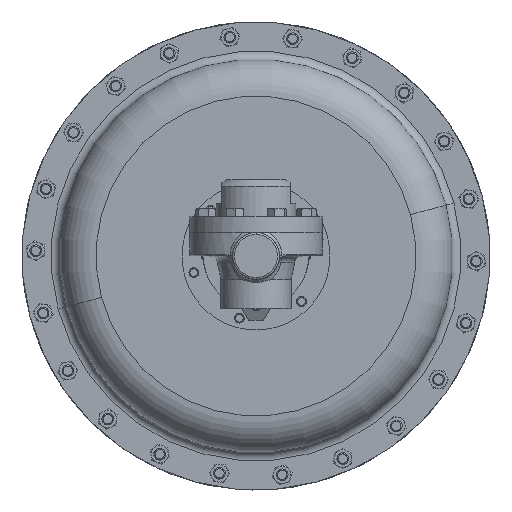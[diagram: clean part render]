
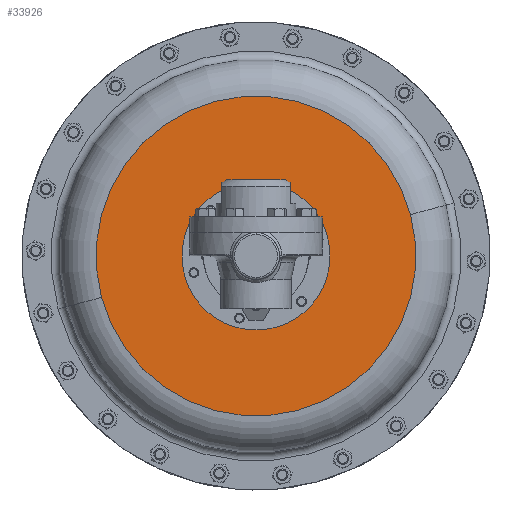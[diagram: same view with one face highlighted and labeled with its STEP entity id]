
A CAD part, front view. The second image highlights one B-rep face of the part: STEP entity #33926.
In plain terms, the highlighted planar face has unit normal (0, -1, 0).
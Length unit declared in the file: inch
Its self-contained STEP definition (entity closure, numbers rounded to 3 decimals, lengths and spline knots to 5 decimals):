
#969 = AXIS2_PLACEMENT_3D ( 'NONE', #10183, #18362, #33050 ) ;
#1341 = CIRCLE ( 'NONE', #24019, 5.125 ) ;
#1953 = AXIS2_PLACEMENT_3D ( 'NONE', #11983, #7925, #3206 ) ;
#2239 = CARTESIAN_POINT ( 'NONE',  ( 0., 6.7225, 0. ) ) ;
#2511 = EDGE_CURVE ( 'NONE', #19906, #25682, #21005, .T. ) ;
#2641 = FACE_BOUND ( 'NONE', #27796, .T. ) ;
#3206 = DIRECTION ( 'NONE',  ( 0.966, 0., 0.259 ) ) ;
#3515 = CARTESIAN_POINT ( 'NONE',  ( -4.95037, 6.7225, -1.32645 ) ) ;
#3698 = CIRCLE ( 'NONE', #1953, 5.125 ) ;
#4792 = DIRECTION ( 'NONE',  ( 0., -1., 0. ) ) ;
#5007 = DIRECTION ( 'NONE',  ( -0.707, 0., -0.707 ) ) ;
#5303 = EDGE_CURVE ( 'NONE', #33398, #6269, #3698, .T. ) ;
#6269 = VERTEX_POINT ( 'NONE', #3515 ) ;
#7925 = DIRECTION ( 'NONE',  ( 0., 1., 0. ) ) ;
#8248 = CARTESIAN_POINT ( 'NONE',  ( -1.67938, 6.7225, -1.67938 ) ) ;
#9895 = ORIENTED_EDGE ( 'NONE', *, *, #2511, .T. ) ;
#10183 = CARTESIAN_POINT ( 'NONE',  ( 0., 6.7225, 0. ) ) ;
#11045 = ORIENTED_EDGE ( 'NONE', *, *, #29374, .T. ) ;
#11057 = ORIENTED_EDGE ( 'NONE', *, *, #27461, .F. ) ;
#11434 = CARTESIAN_POINT ( 'NONE',  ( 0., 6.7225, 0. ) ) ;
#11983 = CARTESIAN_POINT ( 'NONE',  ( 0., 6.7225, 0. ) ) ;
#12979 = CARTESIAN_POINT ( 'NONE',  ( 4.95037, 6.7225, 1.32645 ) ) ;
#14174 = DIRECTION ( 'NONE',  ( 0.966, 0., 0.259 ) ) ;
#17252 = FACE_OUTER_BOUND ( 'NONE', #26973, .T. ) ;
#18362 = DIRECTION ( 'NONE',  ( 0., 1., 0. ) ) ;
#19906 = VERTEX_POINT ( 'NONE', #8248 ) ;
#21005 = CIRCLE ( 'NONE', #969, 2.375 ) ;
#21065 = AXIS2_PLACEMENT_3D ( 'NONE', #2239, #21441, #5007 ) ;
#21441 = DIRECTION ( 'NONE',  ( 0., 1., 0. ) ) ;
#23999 = DIRECTION ( 'NONE',  ( -0.966, 0., -0.259 ) ) ;
#24019 = AXIS2_PLACEMENT_3D ( 'NONE', #11434, #30565, #14174 ) ;
#24857 = AXIS2_PLACEMENT_3D ( 'NONE', #26621, #4792, #23999 ) ;
#25682 = VERTEX_POINT ( 'NONE', #28190 ) ;
#26621 = CARTESIAN_POINT ( 'NONE',  ( 1.32645, 6.7225, -4.95037 ) ) ;
#26973 = EDGE_LOOP ( 'NONE', ( #31328, #11057 ) ) ;
#27461 = EDGE_CURVE ( 'NONE', #6269, #33398, #1341, .T. ) ;
#27796 = EDGE_LOOP ( 'NONE', ( #11045, #9895 ) ) ;
#28190 = CARTESIAN_POINT ( 'NONE',  ( 1.67938, 6.7225, 1.67938 ) ) ;
#29374 = EDGE_CURVE ( 'NONE', #25682, #19906, #33644, .T. ) ;
#30565 = DIRECTION ( 'NONE',  ( 0., 1., 0. ) ) ;
#31328 = ORIENTED_EDGE ( 'NONE', *, *, #5303, .F. ) ;
#33050 = DIRECTION ( 'NONE',  ( -0.707, 0., -0.707 ) ) ;
#33398 = VERTEX_POINT ( 'NONE', #12979 ) ;
#33644 = CIRCLE ( 'NONE', #21065, 2.375 ) ;
#33926 = ADVANCED_FACE ( 'NONE', ( #17252, #2641 ), #34729, .T. ) ;
#34729 = PLANE ( 'NONE',  #24857 ) ;
